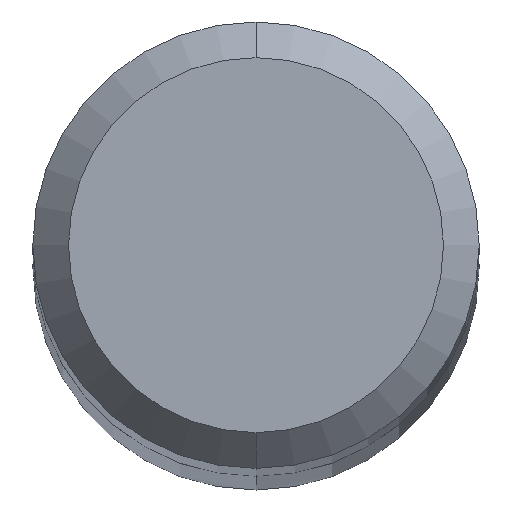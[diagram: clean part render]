
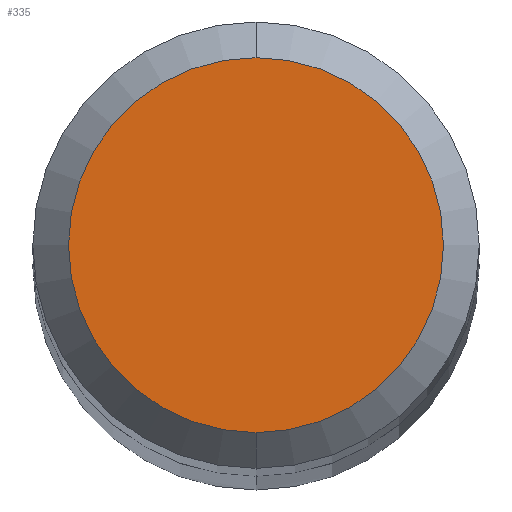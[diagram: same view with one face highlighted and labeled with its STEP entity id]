
A CAD part, top view. The second image highlights one B-rep face of the part: STEP entity #335.
In plain terms, the highlighted planar face has unit normal (0, 0, 1).
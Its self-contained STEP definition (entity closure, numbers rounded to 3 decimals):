
#171=VERTEX_POINT('',#432);
#217=EDGE_CURVE('',#171,#333,#481,.T.);
#333=VERTEX_POINT('',#609);
#335=ADVANCED_FACE('',(#611),#612,.T.);
#337=EDGE_CURVE('',#333,#171,#614,.T.);
#432=CARTESIAN_POINT('',(0.,-2.1,28.0));
#481=CIRCLE('',#847,2.1);
#609=CARTESIAN_POINT('',(0.0,2.1,28.0));
#611=FACE_OUTER_BOUND('',#1165,.T.);
#612=PLANE('',#1166);
#614=CIRCLE('',#1169,2.1);
#847=AXIS2_PLACEMENT_3D('',#1348,#1349,#1350);
#1165=EDGE_LOOP('',(#1482,#1483));
#1166=AXIS2_PLACEMENT_3D('',#1484,#1485,#1486);
#1169=AXIS2_PLACEMENT_3D('',#1487,#1488,#1489);
#1348=CARTESIAN_POINT('',(0.0,0.0,28.0));
#1349=DIRECTION('',(0.0,0.0,-1.0));
#1350=DIRECTION('',(0.0,1.0,0.0));
#1482=ORIENTED_EDGE('',*,*,#337,.F.);
#1483=ORIENTED_EDGE('',*,*,#217,.F.);
#1484=CARTESIAN_POINT('',(0.0,1.05,28.0));
#1485=DIRECTION('',(-0.0,0.0,1.0));
#1486=DIRECTION('',(0.0,-1.0,0.0));
#1487=CARTESIAN_POINT('',(0.0,0.0,28.0));
#1488=DIRECTION('',(0.0,0.0,-1.0));
#1489=DIRECTION('',(0.0,1.0,0.0));
